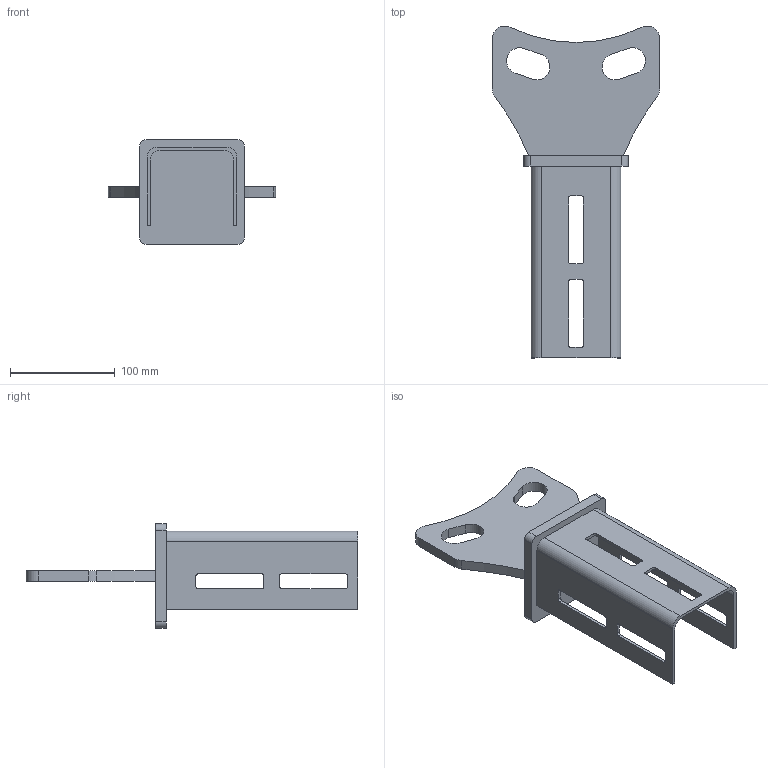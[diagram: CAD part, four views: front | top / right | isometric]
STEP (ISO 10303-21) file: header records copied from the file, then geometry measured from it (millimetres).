
FILE_DESCRIPTION (( 'STEP AP214' ), '1' );
FILE_NAME ('R954-180.STEP', '2024-06-12T11:11:13', ( '' ), ( '' ), 'SwSTEP 2.0', 'SolidWorks 2024', '' );
FILE_SCHEMA (( 'AUTOMOTIVE_DESIGN' ));
Length unit declared in the file: millimetre
Products named in the file (1): R954-180
Bounding box: 160 x 317.52 x 100 mm (x, y, z)
Volume: 352464.2 mm3; surface area: 132175.6 mm2
Topology: 1 solids, 1 shells, 92 faces, 264 edges, 176 vertices
Faces by surface type: plane 47, cylinder 45
Entity records: 3093 total; most frequent: DIRECTION 540, CARTESIAN_POINT 533, ORIENTED_EDGE 528, EDGE_CURVE 264, AXIS2_PLACEMENT_3D 183, VERTEX_POINT 176, LINE 174, VECTOR 174
